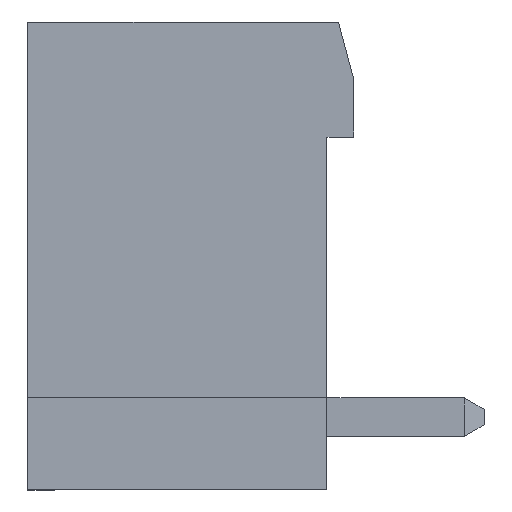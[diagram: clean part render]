
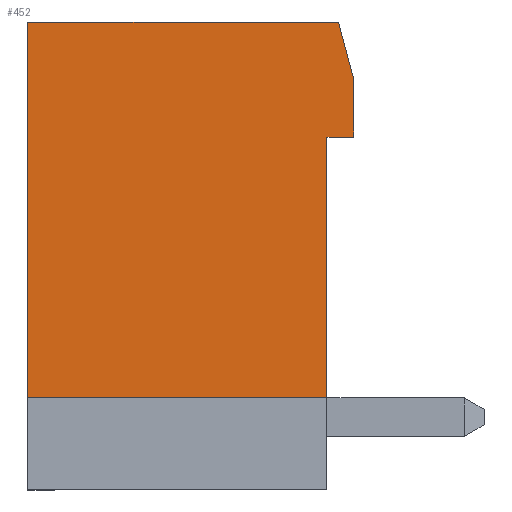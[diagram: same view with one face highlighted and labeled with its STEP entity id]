
A CAD part, front view. The second image highlights one B-rep face of the part: STEP entity #452.
In plain terms, the highlighted planar face has unit normal (0, -1, 0).
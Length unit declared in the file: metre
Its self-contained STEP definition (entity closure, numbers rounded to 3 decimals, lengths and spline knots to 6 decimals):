
#452=ADVANCED_FACE('',(#1047),#1048,.F.);
#1047=FACE_OUTER_BOUND('',#1787,.T.);
#1048=PLANE('',#1788);
#1787=EDGE_LOOP('',(#3052,#3053,#3054,#3055,#3056,#3057,#3058));
#1788=AXIS2_PLACEMENT_3D('',#3059,#3060,#3061);
#3052=ORIENTED_EDGE('',*,*,#4681,.F.);
#3053=ORIENTED_EDGE('',*,*,#4682,.T.);
#3054=ORIENTED_EDGE('',*,*,#4683,.F.);
#3055=ORIENTED_EDGE('',*,*,#4684,.T.);
#3056=ORIENTED_EDGE('',*,*,#4685,.F.);
#3057=ORIENTED_EDGE('',*,*,#4686,.F.);
#3058=ORIENTED_EDGE('',*,*,#4613,.F.);
#3059=CARTESIAN_POINT('',(-0.122294,0.097999,-0.114248));
#3060=DIRECTION('',(0.,1.0,0.));
#3061=DIRECTION('',(-1.0,0.,0.));
#4613=EDGE_CURVE('',#5580,#5582,#5583,.T.);
#4681=EDGE_CURVE('',#5678,#5580,#5679,.F.);
#4682=EDGE_CURVE('',#5678,#5680,#5681,.F.);
#4683=EDGE_CURVE('',#5682,#5680,#5683,.T.);
#4684=EDGE_CURVE('',#5682,#5684,#5685,.F.);
#4685=EDGE_CURVE('',#5686,#5684,#5687,.T.);
#4686=EDGE_CURVE('',#5582,#5686,#5688,.T.);
#5580=VERTEX_POINT('',#6997);
#5582=VERTEX_POINT('',#7000);
#5583=LINE('',#7001,#7002);
#5678=VERTEX_POINT('',#7136);
#5679=LINE('',#7137,#7138);
#5680=VERTEX_POINT('',#7139);
#5681=LINE('',#7140,#7141);
#5682=VERTEX_POINT('',#7142);
#5683=LINE('',#7143,#7144);
#5684=VERTEX_POINT('',#7145);
#5685=LINE('',#7146,#7147);
#5686=VERTEX_POINT('',#7148);
#5687=LINE('',#7149,#7150);
#5688=LINE('',#7151,#7152);
#6997=CARTESIAN_POINT('',(-0.123094,0.097999,-0.121048));
#7000=CARTESIAN_POINT('',(-0.130894,0.097999,-0.121048));
#7001=CARTESIAN_POINT('',(-0.130894,0.097999,-0.121048));
#7002=VECTOR('',#8315,1.0);
#7136=CARTESIAN_POINT('',(-0.123094,0.097999,-0.114248));
#7137=CARTESIAN_POINT('',(-0.123094,0.097999,-0.114248));
#7138=VECTOR('',#8373,1.0);
#7139=CARTESIAN_POINT('',(-0.122394,0.097999,-0.114248));
#7140=CARTESIAN_POINT('',(-0.122794,0.097999,-0.114248));
#7141=VECTOR('',#8374,1.0);
#7142=CARTESIAN_POINT('',(-0.122394,0.097999,-0.112741));
#7143=CARTESIAN_POINT('',(-0.122394,0.097999,-0.114248));
#7144=VECTOR('',#8375,1.0);
#7145=CARTESIAN_POINT('',(-0.122794,0.097999,-0.111248));
#7146=CARTESIAN_POINT('',(-0.122394,0.097999,-0.112741));
#7147=VECTOR('',#8376,1.0);
#7148=CARTESIAN_POINT('',(-0.130894,0.097999,-0.111248));
#7149=CARTESIAN_POINT('',(-0.122694,0.097999,-0.111248));
#7150=VECTOR('',#8377,1.0);
#7151=CARTESIAN_POINT('',(-0.130894,0.097999,-0.111248));
#7152=VECTOR('',#8378,1.0);
#8315=DIRECTION('',(-1.0,0.,0.));
#8373=DIRECTION('',(0.,0.,1.0));
#8374=DIRECTION('',(-1.0,0.,0.));
#8375=DIRECTION('',(0.,0.,-1.0));
#8376=DIRECTION('',(0.259,0.,-0.966));
#8377=DIRECTION('',(1.0,0.,0.));
#8378=DIRECTION('',(0.,0.,1.0));
